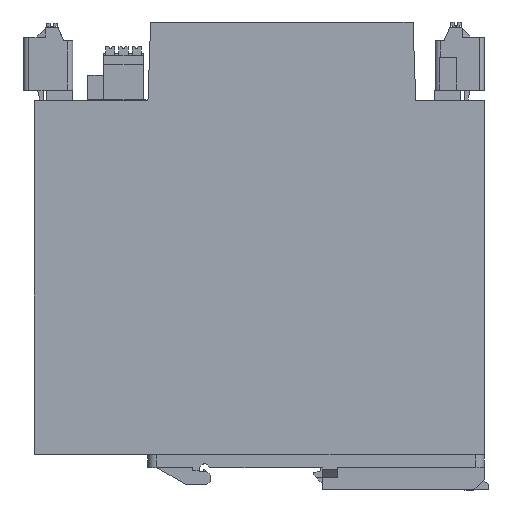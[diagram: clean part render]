
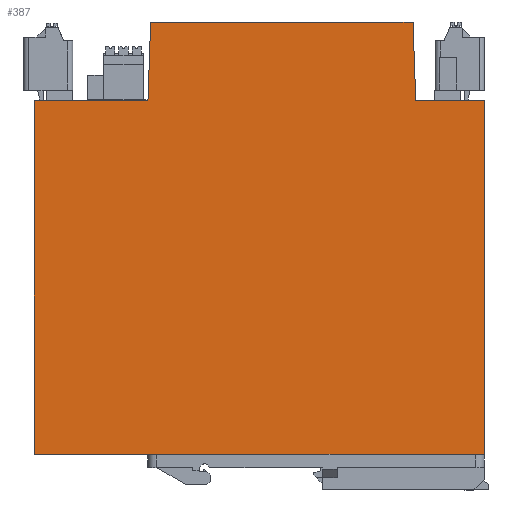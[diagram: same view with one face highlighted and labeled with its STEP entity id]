
A CAD part, left-side view. The second image highlights one B-rep face of the part: STEP entity #387.
In plain terms, the highlighted planar face has unit normal (-1, 0, 0).
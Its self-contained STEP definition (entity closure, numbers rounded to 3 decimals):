
#319=AXIS2_PLACEMENT_3D('Plane Axis2P3D',#316,#317,#318) ;
#41=CARTESIAN_POINT('Vertex',(0.,21.014,112.5)) ;
#46=CARTESIAN_POINT('Line Origine',(0.,11.107,112.5)) ;
#50=CARTESIAN_POINT('Vertex',(0.,1.2,112.5)) ;
#153=CARTESIAN_POINT('Line Origine',(0.,21.411,123.85)) ;
#157=CARTESIAN_POINT('Vertex',(0.,21.807,135.2)) ;
#316=CARTESIAN_POINT('Axis2P3D Location',(0.,1.2,-0.2)) ;
#321=CARTESIAN_POINT('Line Origine',(0.,97.991,123.8)) ;
#325=CARTESIAN_POINT('Vertex',(0.,97.597,135.1)) ;
#327=CARTESIAN_POINT('Vertex',(0.,98.386,112.5)) ;
#330=CARTESIAN_POINT('Line Origine',(0.,114.793,112.5)) ;
#334=CARTESIAN_POINT('Vertex',(0.,131.2,112.5)) ;
#337=CARTESIAN_POINT('Line Origine',(0.,131.2,61.4)) ;
#341=CARTESIAN_POINT('Vertex',(0.,131.2,10.3)) ;
#344=CARTESIAN_POINT('Line Origine',(0.,66.2,10.3)) ;
#348=CARTESIAN_POINT('Vertex',(0.,1.2,10.3)) ;
#351=CARTESIAN_POINT('Line Origine',(0.,1.2,61.4)) ;
#356=CARTESIAN_POINT('Line Origine',(0.,59.7,135.2)) ;
#360=CARTESIAN_POINT('Vertex',(0.,97.593,135.2)) ;
#363=CARTESIAN_POINT('Line Origine',(0.,97.593,135.15)) ;
#367=CARTESIAN_POINT('Vertex',(0.,97.593,135.1)) ;
#370=CARTESIAN_POINT('Line Origine',(0.,97.595,135.1)) ;
#47=DIRECTION('Vector Direction',(0.,1.,0.)) ;
#154=DIRECTION('Vector Direction',(0.,0.035,0.999)) ;
#317=DIRECTION('Axis2P3D Direction',(1.,0.,0.)) ;
#318=DIRECTION('Axis2P3D XDirection',(0.,1.,0.)) ;
#322=DIRECTION('Vector Direction',(0.,0.035,-0.999)) ;
#331=DIRECTION('Vector Direction',(0.,1.,0.)) ;
#338=DIRECTION('Vector Direction',(0.,0.,-1.)) ;
#345=DIRECTION('Vector Direction',(0.,1.,0.)) ;
#352=DIRECTION('Vector Direction',(0.,0.,1.)) ;
#357=DIRECTION('Vector Direction',(0.,-1.,0.)) ;
#364=DIRECTION('Vector Direction',(0.,0.,-1.)) ;
#371=DIRECTION('Vector Direction',(0.,1.,0.)) ;
#48=VECTOR('Line Direction',#47,1.) ;
#155=VECTOR('Line Direction',#154,1.) ;
#323=VECTOR('Line Direction',#322,1.) ;
#332=VECTOR('Line Direction',#331,1.) ;
#339=VECTOR('Line Direction',#338,1.) ;
#346=VECTOR('Line Direction',#345,1.) ;
#353=VECTOR('Line Direction',#352,1.) ;
#358=VECTOR('Line Direction',#357,1.) ;
#365=VECTOR('Line Direction',#364,1.) ;
#372=VECTOR('Line Direction',#371,1.) ;
#376=ORIENTED_EDGE('',*,*,#329,.T.) ;
#377=ORIENTED_EDGE('',*,*,#336,.F.) ;
#378=ORIENTED_EDGE('',*,*,#343,.F.) ;
#379=ORIENTED_EDGE('',*,*,#350,.F.) ;
#380=ORIENTED_EDGE('',*,*,#355,.F.) ;
#381=ORIENTED_EDGE('',*,*,#52,.F.) ;
#382=ORIENTED_EDGE('',*,*,#159,.T.) ;
#383=ORIENTED_EDGE('',*,*,#362,.F.) ;
#384=ORIENTED_EDGE('',*,*,#369,.T.) ;
#385=ORIENTED_EDGE('',*,*,#374,.F.) ;
#387=ADVANCED_FACE('STROMVERSORGUNG',(#386),#320,.F.) ;
#52=EDGE_CURVE('',#42,#51,#49,.F.) ;
#159=EDGE_CURVE('',#42,#158,#156,.T.) ;
#329=EDGE_CURVE('',#326,#328,#324,.T.) ;
#336=EDGE_CURVE('',#335,#328,#333,.F.) ;
#343=EDGE_CURVE('',#342,#335,#340,.F.) ;
#350=EDGE_CURVE('',#349,#342,#347,.T.) ;
#355=EDGE_CURVE('',#51,#349,#354,.F.) ;
#362=EDGE_CURVE('',#361,#158,#359,.T.) ;
#369=EDGE_CURVE('',#361,#368,#366,.T.) ;
#374=EDGE_CURVE('',#326,#368,#373,.F.) ;
#375=EDGE_LOOP('',(#376,#377,#378,#379,#380,#381,#382,#383,#384,#385)) ;
#386=FACE_OUTER_BOUND('',#375,.T.) ;
#49=LINE('Line',#46,#48) ;
#156=LINE('Line',#153,#155) ;
#324=LINE('Line',#321,#323) ;
#333=LINE('Line',#330,#332) ;
#340=LINE('Line',#337,#339) ;
#347=LINE('Line',#344,#346) ;
#354=LINE('Line',#351,#353) ;
#359=LINE('Line',#356,#358) ;
#366=LINE('Line',#363,#365) ;
#373=LINE('Line',#370,#372) ;
#320=PLANE('',#319) ;
#42=VERTEX_POINT('',#41) ;
#51=VERTEX_POINT('',#50) ;
#158=VERTEX_POINT('',#157) ;
#326=VERTEX_POINT('',#325) ;
#328=VERTEX_POINT('',#327) ;
#335=VERTEX_POINT('',#334) ;
#342=VERTEX_POINT('',#341) ;
#349=VERTEX_POINT('',#348) ;
#361=VERTEX_POINT('',#360) ;
#368=VERTEX_POINT('',#367) ;
